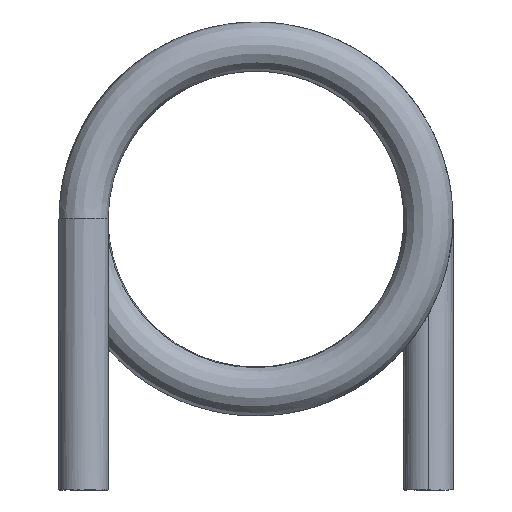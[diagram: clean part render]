
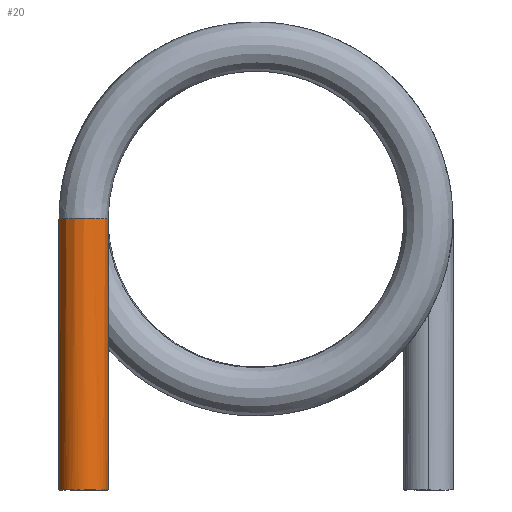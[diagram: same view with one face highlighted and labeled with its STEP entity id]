
A CAD part, front view. The second image highlights one B-rep face of the part: STEP entity #20.
In plain terms, the highlighted free-form (B-spline) face has degree [3, 2] with [7, 9] control points.
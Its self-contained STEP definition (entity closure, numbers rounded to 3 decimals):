
#20=ADVANCED_FACE('',(#28),#133,.T.);
#28=FACE_OUTER_BOUND('',#36,.T.);
#36=EDGE_LOOP('',(#61,#62,#63,#64,#65));
#61=ORIENTED_EDGE('',*,*,#92,.T.);
#62=ORIENTED_EDGE('',*,*,#77,.T.);
#63=ORIENTED_EDGE('',*,*,#78,.T.);
#64=ORIENTED_EDGE('',*,*,#86,.T.);
#65=ORIENTED_EDGE('',*,*,#91,.F.);
#77=EDGE_CURVE('',#115,#116,#104,.T.);
#78=EDGE_CURVE('',#116,#117,#96,.T.);
#86=EDGE_CURVE('',#117,#118,#102,.T.);
#91=EDGE_CURVE('',#126,#118,#110,.T.);
#92=EDGE_CURVE('',#126,#115,#111,.T.);
#96=B_SPLINE_CURVE_WITH_KNOTS('',3,(#1751,#1752,#1753,#1754,#1755,#1756,
#1757,#1758,#1759,#1760,#1761,#1762,#1763),.UNSPECIFIED.,.F.,.F.,(4,1,1,
1,1,1,1,1,1,1,4),(0.,0.124,0.189,0.256,
0.324,0.393,0.461,0.529,
0.596,0.661,0.785),.UNSPECIFIED.);
#102=B_SPLINE_CURVE_WITH_KNOTS('',3,(#2027,#2028,#2029,#2030,#2031,#2032,
#2033,#2034,#2035,#2036,#2037,#2038,#2039),.UNSPECIFIED.,.F.,.F.,(4,1,1,
1,1,1,1,1,1,1,4),(-2.355,-2.231,-2.166,-2.099,
-2.031,-1.963,-1.894,-1.826,
-1.759,-1.694,-1.57),.UNSPECIFIED.);
#104=(
BOUNDED_CURVE()
B_SPLINE_CURVE(3,(#1747,#1748,#1749,#1750),.UNSPECIFIED.,.F.,.F.)
B_SPLINE_CURVE_WITH_KNOTS((4,4),(0.,5.5),.UNSPECIFIED.)
CURVE()
GEOMETRIC_REPRESENTATION_ITEM()
RATIONAL_B_SPLINE_CURVE((1.,1.,1.,1.))
REPRESENTATION_ITEM('')
);
#110=(
BOUNDED_CURVE()
B_SPLINE_CURVE(3,(#2065,#2066,#2067,#2068),.UNSPECIFIED.,.F.,.F.)
B_SPLINE_CURVE_WITH_KNOTS((4,4),(0.,5.5),.UNSPECIFIED.)
CURVE()
GEOMETRIC_REPRESENTATION_ITEM()
RATIONAL_B_SPLINE_CURVE((1.,1.,1.,1.))
REPRESENTATION_ITEM('')
);
#111=(
BOUNDED_CURVE()
B_SPLINE_CURVE(2,(#2069,#2070,#2071,#2072,#2073),.UNSPECIFIED.,.F.,.F.)
B_SPLINE_CURVE_WITH_KNOTS((3,2,3),(-1.571,-0.785,0.),
 .UNSPECIFIED.)
CURVE()
GEOMETRIC_REPRESENTATION_ITEM()
RATIONAL_B_SPLINE_CURVE((1.,0.707,1.,0.707,1.))
REPRESENTATION_ITEM('')
);
#115=VERTEX_POINT('',#1734);
#116=VERTEX_POINT('',#1735);
#117=VERTEX_POINT('',#1736);
#118=VERTEX_POINT('',#1737);
#126=VERTEX_POINT('',#1745);
#133=(
BOUNDED_SURFACE()
B_SPLINE_SURFACE(3,2,((#951,#952,#953,#954,#955,#956,#957,#958,#959),(#960,
#961,#962,#963,#964,#965,#966,#967,#968),(#969,#970,#971,#972,#973,#974,
#975,#976,#977),(#978,#979,#980,#981,#982,#983,#984,#985,#986),(#987,#988,
#989,#990,#991,#992,#993,#994,#995),(#996,#997,#998,#999,#1000,#1001,#1002,
#1003,#1004),(#1005,#1006,#1007,#1008,#1009,#1010,#1011,#1012,#1013)),
 .UNSPECIFIED.,.F.,.F.,.F.)
B_SPLINE_SURFACE_WITH_KNOTS((4,3,4),(3,2,2,2,3),(0.,5.5,7.105),
(0.,0.785,1.571,2.356,3.142),
 .UNSPECIFIED.)
GEOMETRIC_REPRESENTATION_ITEM()
RATIONAL_B_SPLINE_SURFACE(((1.,0.707,1.,0.707,1.,
0.707,1.,0.707,1.),(1.,0.707,1.,0.707,
1.,0.707,1.,0.707,1.),(1.,0.707,1.,0.707,
1.,0.707,1.,0.707,1.),(1.,0.707,1.,0.707,
1.,0.707,1.,0.707,1.),(1.,0.707,1.,0.707,
1.,0.707,1.,0.707,1.),(1.,0.707,1.,0.707,
1.,0.707,1.,0.707,1.),(1.,0.707,1.,0.707,
1.,0.707,1.,0.707,1.)))
REPRESENTATION_ITEM('')
SURFACE()
);
#951=CARTESIAN_POINT('',(-3.,0.,-1.5));
#952=CARTESIAN_POINT('',(-3.,-0.5,-1.5));
#953=CARTESIAN_POINT('',(-3.5,-0.5,-1.5));
#954=CARTESIAN_POINT('',(-4.,-0.5,-1.5));
#955=CARTESIAN_POINT('',(-4.,0.,-1.5));
#956=CARTESIAN_POINT('',(-4.,0.5,-1.5));
#957=CARTESIAN_POINT('',(-3.5,0.5,-1.5));
#958=CARTESIAN_POINT('',(-3.,0.5,-1.5));
#959=CARTESIAN_POINT('',(-3.,0.,-1.5));
#960=CARTESIAN_POINT('',(-3.,0.,0.334));
#961=CARTESIAN_POINT('',(-3.,-0.5,0.334));
#962=CARTESIAN_POINT('',(-3.5,-0.5,0.334));
#963=CARTESIAN_POINT('',(-4.,-0.5,0.334));
#964=CARTESIAN_POINT('',(-4.,0.,0.334));
#965=CARTESIAN_POINT('',(-4.,0.5,0.334));
#966=CARTESIAN_POINT('',(-3.5,0.5,0.334));
#967=CARTESIAN_POINT('',(-3.,0.5,0.334));
#968=CARTESIAN_POINT('',(-3.,0.,0.334));
#969=CARTESIAN_POINT('',(-3.,0.,2.166));
#970=CARTESIAN_POINT('',(-3.,-0.5,2.166));
#971=CARTESIAN_POINT('',(-3.5,-0.5,2.166));
#972=CARTESIAN_POINT('',(-4.,-0.5,2.166));
#973=CARTESIAN_POINT('',(-4.,0.,2.166));
#974=CARTESIAN_POINT('',(-4.,0.5,2.166));
#975=CARTESIAN_POINT('',(-3.5,0.5,2.166));
#976=CARTESIAN_POINT('',(-3.,0.5,2.166));
#977=CARTESIAN_POINT('',(-3.,0.,2.166));
#978=CARTESIAN_POINT('',(-3.,0.,4.));
#979=CARTESIAN_POINT('',(-3.,-0.5,4.));
#980=CARTESIAN_POINT('',(-3.5,-0.5,4.));
#981=CARTESIAN_POINT('',(-4.,-0.5,4.));
#982=CARTESIAN_POINT('',(-4.,0.,4.));
#983=CARTESIAN_POINT('',(-4.,0.5,4.));
#984=CARTESIAN_POINT('',(-3.5,0.5,4.));
#985=CARTESIAN_POINT('',(-3.,0.5,4.));
#986=CARTESIAN_POINT('',(-3.,0.,4.));
#987=CARTESIAN_POINT('',(-3.,0.,4.535));
#988=CARTESIAN_POINT('',(-3.,-0.5,4.535));
#989=CARTESIAN_POINT('',(-3.5,-0.5,4.535));
#990=CARTESIAN_POINT('',(-4.,-0.5,4.535));
#991=CARTESIAN_POINT('',(-4.,0.,4.535));
#992=CARTESIAN_POINT('',(-4.,0.5,4.535));
#993=CARTESIAN_POINT('',(-3.5,0.5,4.535));
#994=CARTESIAN_POINT('',(-3.,0.5,4.535));
#995=CARTESIAN_POINT('',(-3.,0.,4.535));
#996=CARTESIAN_POINT('',(-3.,0.,5.07));
#997=CARTESIAN_POINT('',(-3.,-0.5,5.07));
#998=CARTESIAN_POINT('',(-3.5,-0.5,5.07));
#999=CARTESIAN_POINT('',(-4.,-0.5,5.07));
#1000=CARTESIAN_POINT('',(-4.,0.,5.07));
#1001=CARTESIAN_POINT('',(-4.,0.5,5.07));
#1002=CARTESIAN_POINT('',(-3.5,0.5,5.07));
#1003=CARTESIAN_POINT('',(-3.,0.5,5.07));
#1004=CARTESIAN_POINT('',(-3.,0.,5.07));
#1005=CARTESIAN_POINT('',(-3.,0.,5.605));
#1006=CARTESIAN_POINT('',(-3.,-0.5,5.605));
#1007=CARTESIAN_POINT('',(-3.5,-0.5,5.605));
#1008=CARTESIAN_POINT('',(-4.,-0.5,5.605));
#1009=CARTESIAN_POINT('',(-4.,0.,5.605));
#1010=CARTESIAN_POINT('',(-4.,0.5,5.605));
#1011=CARTESIAN_POINT('',(-3.5,0.5,5.605));
#1012=CARTESIAN_POINT('',(-3.,0.5,5.605));
#1013=CARTESIAN_POINT('',(-3.,0.,5.605));
#1734=CARTESIAN_POINT('',(-3.,0.,-1.5));
#1735=CARTESIAN_POINT('',(-3.,0.,4.));
#1736=CARTESIAN_POINT('',(-3.5,-0.5,4.014));
#1737=CARTESIAN_POINT('',(-4.,0.,4.));
#1745=CARTESIAN_POINT('',(-4.,0.,-1.5));
#1747=CARTESIAN_POINT('',(-3.,0.,-1.5));
#1748=CARTESIAN_POINT('',(-3.,0.,0.334));
#1749=CARTESIAN_POINT('',(-3.,0.,2.166));
#1750=CARTESIAN_POINT('',(-3.,0.,4.));
#1751=CARTESIAN_POINT('',(-3.,0.,4.));
#1752=CARTESIAN_POINT('',(-3.,-0.041,4.001));
#1753=CARTESIAN_POINT('',(-3.008,-0.104,4.003));
#1754=CARTESIAN_POINT('',(-3.034,-0.186,4.005));
#1755=CARTESIAN_POINT('',(-3.063,-0.246,4.007));
#1756=CARTESIAN_POINT('',(-3.1,-0.303,4.008));
#1757=CARTESIAN_POINT('',(-3.145,-0.355,4.01));
#1758=CARTESIAN_POINT('',(-3.197,-0.4,4.011));
#1759=CARTESIAN_POINT('',(-3.254,-0.437,4.012));
#1760=CARTESIAN_POINT('',(-3.314,-0.466,4.013));
#1761=CARTESIAN_POINT('',(-3.396,-0.492,4.014));
#1762=CARTESIAN_POINT('',(-3.459,-0.5,4.014));
#1763=CARTESIAN_POINT('',(-3.5,-0.5,4.014));
#2027=CARTESIAN_POINT('',(-3.5,-0.5,4.014));
#2028=CARTESIAN_POINT('',(-3.541,-0.5,4.014));
#2029=CARTESIAN_POINT('',(-3.604,-0.492,4.014));
#2030=CARTESIAN_POINT('',(-3.686,-0.466,4.013));
#2031=CARTESIAN_POINT('',(-3.746,-0.437,4.012));
#2032=CARTESIAN_POINT('',(-3.803,-0.4,4.011));
#2033=CARTESIAN_POINT('',(-3.855,-0.355,4.01));
#2034=CARTESIAN_POINT('',(-3.9,-0.303,4.008));
#2035=CARTESIAN_POINT('',(-3.937,-0.246,4.007));
#2036=CARTESIAN_POINT('',(-3.966,-0.186,4.005));
#2037=CARTESIAN_POINT('',(-3.992,-0.104,4.003));
#2038=CARTESIAN_POINT('',(-4.,-0.041,4.001));
#2039=CARTESIAN_POINT('',(-4.,0.,4.));
#2065=CARTESIAN_POINT('',(-4.,0.,-1.5));
#2066=CARTESIAN_POINT('',(-4.,0.,0.334));
#2067=CARTESIAN_POINT('',(-4.,0.,2.166));
#2068=CARTESIAN_POINT('',(-4.,0.,4.));
#2069=CARTESIAN_POINT('',(-4.,0.,-1.5));
#2070=CARTESIAN_POINT('',(-4.,-0.5,-1.5));
#2071=CARTESIAN_POINT('',(-3.5,-0.5,-1.5));
#2072=CARTESIAN_POINT('',(-3.,-0.5,-1.5));
#2073=CARTESIAN_POINT('',(-3.,0.,-1.5));
